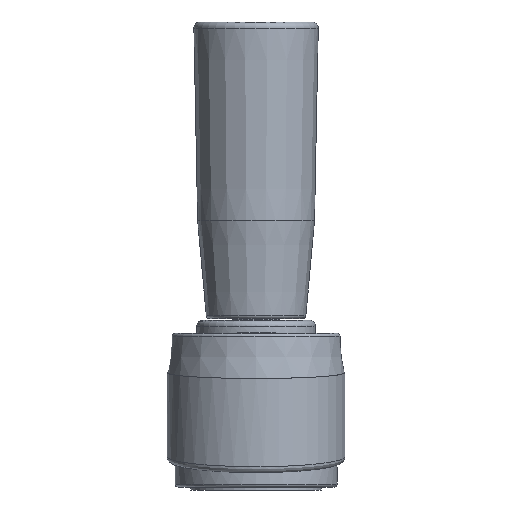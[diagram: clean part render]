
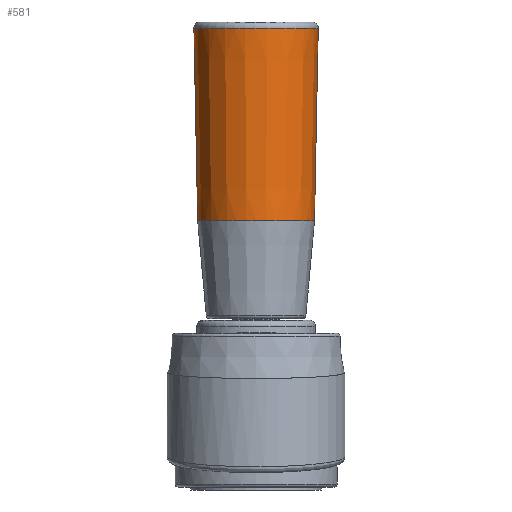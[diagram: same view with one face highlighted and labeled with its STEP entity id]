
A CAD part, left-side view. The second image highlights one B-rep face of the part: STEP entity #581.
In plain terms, the highlighted conical face has half-angle 1.112 degrees and reference radius 9.85 mm.
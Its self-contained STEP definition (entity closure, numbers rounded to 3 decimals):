
#581 = ADVANCED_FACE( '', ( #1279, #1280 ), #1281, .T. );
#1279 = FACE_OUTER_BOUND( '', #4444, .T. );
#1280 = FACE_BOUND( '', #4445, .T. );
#1281 = CONICAL_SURFACE( '', #4446, 9.85, 0.019 );
#4444 = EDGE_LOOP( '', ( #6820 ) );
#4445 = EDGE_LOOP( '', ( #6821 ) );
#4446 = AXIS2_PLACEMENT_3D( '', #6822, #6823, #6824 );
#6820 = ORIENTED_EDGE( '', *, *, #8242, .T. );
#6821 = ORIENTED_EDGE( '', *, *, #8178, .T. );
#6822 = CARTESIAN_POINT( '', ( 80., 0., 42.6 ) );
#6823 = DIRECTION( '', ( 0., 0., 1. ) );
#6824 = DIRECTION( '', ( 0., -1., 0. ) );
#8178 = EDGE_CURVE( '', #9355, #9355, #9356, .T. );
#8242 = EDGE_CURVE( '', #9435, #9435, #9436, .T. );
#9355 = VERTEX_POINT( '', #12401 );
#9356 = CIRCLE( '', #12402, 9.85 );
#9435 = VERTEX_POINT( '', #12661 );
#9436 = CIRCLE( '', #12662, 10.48 );
#12401 = CARTESIAN_POINT( '', ( 80., -9.85, 42.6 ) );
#12402 = AXIS2_PLACEMENT_3D( '', #13795, #13796, #13797 );
#12661 = CARTESIAN_POINT( '', ( 80., 10.48, 75.081 ) );
#12662 = AXIS2_PLACEMENT_3D( '', #13843, #13844, #13845 );
#13795 = CARTESIAN_POINT( '', ( 80., 0., 42.6 ) );
#13796 = DIRECTION( '', ( 0., 0., 1. ) );
#13797 = DIRECTION( '', ( 0., -1., 0. ) );
#13843 = CARTESIAN_POINT( '', ( 80., 0., 75.081 ) );
#13844 = DIRECTION( '', ( 0., 0., -1. ) );
#13845 = DIRECTION( '', ( 0., 1., 0. ) );
